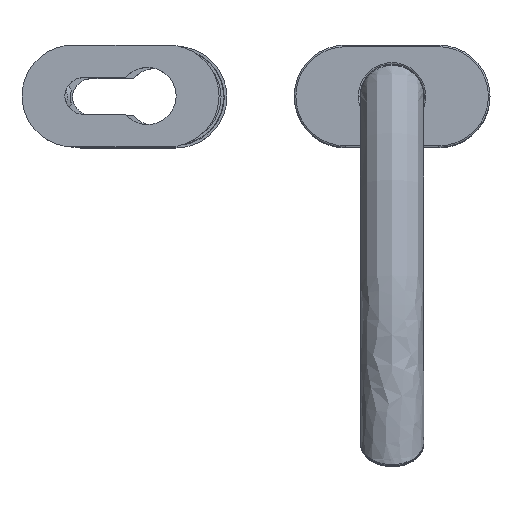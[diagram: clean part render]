
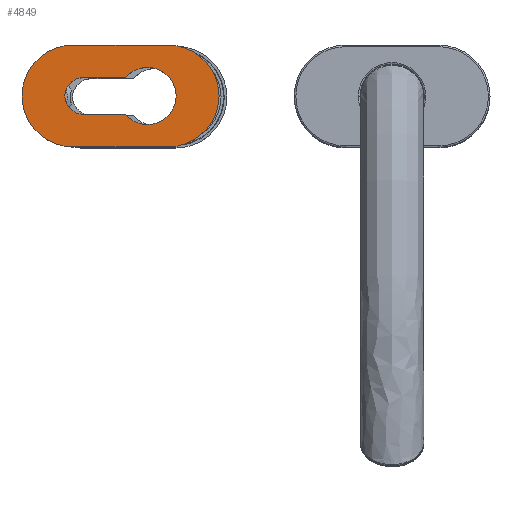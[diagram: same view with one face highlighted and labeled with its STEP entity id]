
A CAD part, top view. The second image highlights one B-rep face of the part: STEP entity #4849.
In plain terms, the highlighted planar face has unit normal (0, 0, 1).
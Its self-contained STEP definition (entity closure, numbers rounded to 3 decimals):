
#90 = VERTEX_POINT ( 'NONE', #6239 ) ;
#158 = VECTOR ( 'NONE', #1738, 1000. ) ;
#344 = CARTESIAN_POINT ( 'NONE',  ( 5.75, -11.75, 9. ) ) ;
#406 = LINE ( 'NONE', #4063, #6446 ) ;
#416 = CIRCLE ( 'NONE', #7687, 9. ) ;
#479 = VERTEX_POINT ( 'NONE', #4700 ) ;
#645 = VERTEX_POINT ( 'NONE', #4327 ) ;
#661 = EDGE_CURVE ( 'NONE', #5722, #1366, #4858, .T. ) ;
#667 = VERTEX_POINT ( 'NONE', #5421 ) ;
#1008 = DIRECTION ( 'NONE',  ( 0., -1., 0. ) ) ;
#1014 = CARTESIAN_POINT ( 'NONE',  ( 16., -15., 9. ) ) ;
#1366 = VERTEX_POINT ( 'NONE', #7764 ) ;
#1408 = CARTESIAN_POINT ( 'NONE',  ( 0., 8.5, 9. ) ) ;
#1431 = VERTEX_POINT ( 'NONE', #344 ) ;
#1572 = CARTESIAN_POINT ( 'NONE',  ( -9., 8.5, 9. ) ) ;
#1611 = DIRECTION ( 'NONE',  ( 0., 0., 1. ) ) ;
#1708 = ORIENTED_EDGE ( 'NONE', *, *, #3596, .F. ) ;
#1738 = DIRECTION ( 'NONE',  ( 0., 1., 0. ) ) ;
#2003 = PLANE ( 'NONE',  #6420 ) ;
#2077 = CARTESIAN_POINT ( 'NONE',  ( 0., 15., 9. ) ) ;
#2186 = AXIS2_PLACEMENT_3D ( 'NONE', #2215, #3408, #6535 ) ;
#2215 = CARTESIAN_POINT ( 'NONE',  ( 0., 8.5, 9. ) ) ;
#2227 = ORIENTED_EDGE ( 'NONE', *, *, #2435, .T. ) ;
#2266 = ORIENTED_EDGE ( 'NONE', *, *, #2698, .F. ) ;
#2295 = DIRECTION ( 'NONE',  ( 0., 0., 1. ) ) ;
#2331 = CARTESIAN_POINT ( 'NONE',  ( 5.75, 1.576, 9. ) ) ;
#2336 = DIRECTION ( 'NONE',  ( 0., 1., 0. ) ) ;
#2435 = EDGE_CURVE ( 'NONE', #1366, #667, #5771, .T. ) ;
#2515 = DIRECTION ( 'NONE',  ( 1., 0., 0. ) ) ;
#2698 = EDGE_CURVE ( 'NONE', #7547, #90, #416, .T. ) ;
#2808 = CARTESIAN_POINT ( 'NONE',  ( 0., 8.5, 9. ) ) ;
#2838 = EDGE_CURVE ( 'NONE', #1431, #7547, #3086, .T. ) ;
#2997 = CARTESIAN_POINT ( 'NONE',  ( 0., -15., 9. ) ) ;
#3086 = LINE ( 'NONE', #2331, #158 ) ;
#3089 = CARTESIAN_POINT ( 'NONE',  ( 16., 15., 9. ) ) ;
#3119 = CIRCLE ( 'NONE', #6310, 16. ) ;
#3149 = CARTESIAN_POINT ( 'NONE',  ( -5.75, 1.576, 9. ) ) ;
#3167 = CARTESIAN_POINT ( 'NONE',  ( 0., 15., 9. ) ) ;
#3190 = DIRECTION ( 'NONE',  ( 1., 0., 0. ) ) ;
#3200 = DIRECTION ( 'NONE',  ( 0., 0., 1. ) ) ;
#3208 = DIRECTION ( 'NONE',  ( 0., 0., 1. ) ) ;
#3281 = CARTESIAN_POINT ( 'NONE',  ( 0., -11.75, 9. ) ) ;
#3313 = DIRECTION ( 'NONE',  ( 0., 0., 1. ) ) ;
#3408 = DIRECTION ( 'NONE',  ( 0., 0., 1. ) ) ;
#3444 = VECTOR ( 'NONE', #2336, 1000. ) ;
#3596 = EDGE_CURVE ( 'NONE', #90, #6728, #5611, .T. ) ;
#3612 = EDGE_LOOP ( 'NONE', ( #2227, #5316, #4510, #5016 ) ) ;
#3769 = DIRECTION ( 'NONE',  ( 1., 0., 0. ) ) ;
#3805 = ORIENTED_EDGE ( 'NONE', *, *, #4098, .F. ) ;
#3907 = FACE_BOUND ( 'NONE', #6720, .T. ) ;
#4031 = DIRECTION ( 'NONE',  ( 1., 0., 0. ) ) ;
#4063 = CARTESIAN_POINT ( 'NONE',  ( -16., 15., 9. ) ) ;
#4098 = EDGE_CURVE ( 'NONE', #6728, #479, #4480, .T. ) ;
#4249 = VECTOR ( 'NONE', #6834, 1000. ) ;
#4327 = CARTESIAN_POINT ( 'NONE',  ( -5.75, -11.75, 9. ) ) ;
#4480 = CIRCLE ( 'NONE', #2186, 9. ) ;
#4499 = EDGE_CURVE ( 'NONE', #645, #1431, #6045, .T. ) ;
#4510 = ORIENTED_EDGE ( 'NONE', *, *, #6971, .T. ) ;
#4525 = DIRECTION ( 'NONE',  ( 1., 0., 0. ) ) ;
#4700 = CARTESIAN_POINT ( 'NONE',  ( -5.75, 1.576, 9. ) ) ;
#4741 = AXIS2_PLACEMENT_3D ( 'NONE', #3167, #3208, #3769 ) ;
#4849 = ADVANCED_FACE ( 'NONE', ( #5567, #3907 ), #2003, .T. ) ;
#4858 = LINE ( 'NONE', #3089, #3444 ) ;
#4993 = EDGE_CURVE ( 'NONE', #479, #645, #5124, .T. ) ;
#5016 = ORIENTED_EDGE ( 'NONE', *, *, #661, .T. ) ;
#5124 = LINE ( 'NONE', #3149, #4249 ) ;
#5129 = ORIENTED_EDGE ( 'NONE', *, *, #4499, .F. ) ;
#5229 = AXIS2_PLACEMENT_3D ( 'NONE', #1408, #5565, #2515 ) ;
#5288 = ORIENTED_EDGE ( 'NONE', *, *, #4993, .F. ) ;
#5316 = ORIENTED_EDGE ( 'NONE', *, *, #7417, .T. ) ;
#5421 = CARTESIAN_POINT ( 'NONE',  ( -16., 15., 9. ) ) ;
#5551 = CARTESIAN_POINT ( 'NONE',  ( 5.75, 1.576, 9. ) ) ;
#5558 = ORIENTED_EDGE ( 'NONE', *, *, #2838, .F. ) ;
#5565 = DIRECTION ( 'NONE',  ( 0., 0., 1. ) ) ;
#5567 = FACE_OUTER_BOUND ( 'NONE', #3612, .T. ) ;
#5611 = CIRCLE ( 'NONE', #5229, 9. ) ;
#5722 = VERTEX_POINT ( 'NONE', #1014 ) ;
#5771 = CIRCLE ( 'NONE', #4741, 16. ) ;
#6045 = CIRCLE ( 'NONE', #6557, 5.75 ) ;
#6239 = CARTESIAN_POINT ( 'NONE',  ( 9., 8.5, 9. ) ) ;
#6266 = CARTESIAN_POINT ( 'NONE',  ( -16., -15., 9. ) ) ;
#6310 = AXIS2_PLACEMENT_3D ( 'NONE', #2997, #1611, #4031 ) ;
#6420 = AXIS2_PLACEMENT_3D ( 'NONE', #2077, #3313, #3190 ) ;
#6446 = VECTOR ( 'NONE', #1008, 1000. ) ;
#6535 = DIRECTION ( 'NONE',  ( 1., 0., 0. ) ) ;
#6557 = AXIS2_PLACEMENT_3D ( 'NONE', #3281, #3200, #4525 ) ;
#6720 = EDGE_LOOP ( 'NONE', ( #5288, #3805, #1708, #2266, #5558, #5129 ) ) ;
#6728 = VERTEX_POINT ( 'NONE', #1572 ) ;
#6834 = DIRECTION ( 'NONE',  ( 0., -1., 0. ) ) ;
#6971 = EDGE_CURVE ( 'NONE', #7204, #5722, #3119, .T. ) ;
#7097 = DIRECTION ( 'NONE',  ( 1., 0., 0. ) ) ;
#7204 = VERTEX_POINT ( 'NONE', #6266 ) ;
#7417 = EDGE_CURVE ( 'NONE', #667, #7204, #406, .T. ) ;
#7547 = VERTEX_POINT ( 'NONE', #5551 ) ;
#7687 = AXIS2_PLACEMENT_3D ( 'NONE', #2808, #2295, #7097 ) ;
#7764 = CARTESIAN_POINT ( 'NONE',  ( 16., 15., 9. ) ) ;
